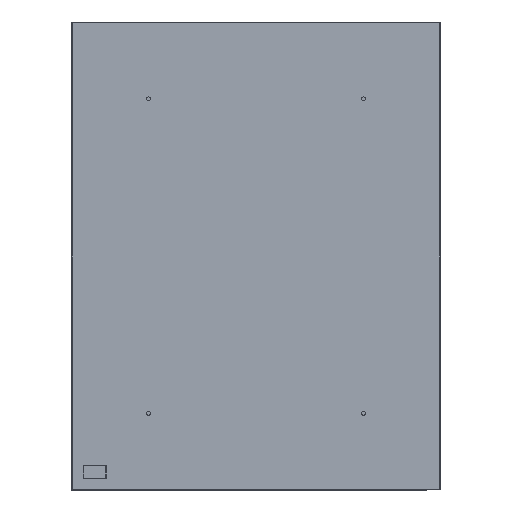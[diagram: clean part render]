
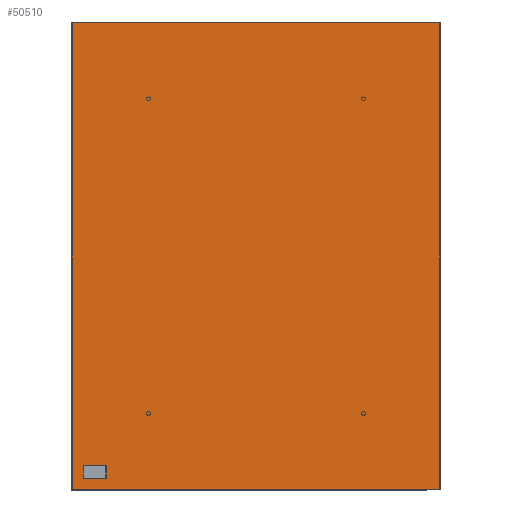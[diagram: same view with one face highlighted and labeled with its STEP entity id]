
A CAD part, left-side view. The second image highlights one B-rep face of the part: STEP entity #50510.
In plain terms, the highlighted planar face has unit normal (-1, 0, 0).
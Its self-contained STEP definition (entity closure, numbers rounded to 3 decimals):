
#50149=CARTESIAN_POINT('',(1776.538,7702.742,1.131));
#50150=VERTEX_POINT('',#50149);
#50151=CARTESIAN_POINT('',(1776.538,7702.742,608.369));
#50152=VERTEX_POINT('',#50151);
#50153=CARTESIAN_POINT('',(1776.538,7702.742,1.131));
#50154=DIRECTION('',(0.0,0.0,1.0));
#50155=VECTOR('',#50154,607.237);
#50156=LINE('',#50153,#50155);
#50157=EDGE_CURVE('',#50150,#50152,#50156,.T.);
#50189=CARTESIAN_POINT('',(1776.538,7702.41,608.7));
#50190=VERTEX_POINT('',#50189);
#50191=CARTESIAN_POINT('',(1776.538,7702.742,608.369));
#50192=DIRECTION('',(0.0,-0.707,0.707));
#50193=VECTOR('',#50192,0.469);
#50194=LINE('',#50191,#50193);
#50195=EDGE_CURVE('',#50152,#50190,#50194,.T.);
#50220=CARTESIAN_POINT('',(1776.538,7224.673,608.7));
#50221=VERTEX_POINT('',#50220);
#50222=CARTESIAN_POINT('',(1776.538,7702.41,608.7));
#50223=DIRECTION('',(0.0,-1.0,0.0));
#50224=VECTOR('',#50223,477.737);
#50225=LINE('',#50222,#50224);
#50226=EDGE_CURVE('',#50190,#50221,#50225,.T.);
#50260=CARTESIAN_POINT('',(1776.538,7224.342,608.369));
#50261=VERTEX_POINT('',#50260);
#50262=CARTESIAN_POINT('',(1776.538,7224.673,608.7));
#50263=DIRECTION('',(0.0,-0.707,-0.707));
#50264=VECTOR('',#50263,0.469);
#50265=LINE('',#50262,#50264);
#50266=EDGE_CURVE('',#50221,#50261,#50265,.T.);
#50291=CARTESIAN_POINT('',(1776.538,7224.342,1.131));
#50292=VERTEX_POINT('',#50291);
#50293=CARTESIAN_POINT('',(1776.538,7224.342,608.369));
#50294=DIRECTION('',(0.0,0.0,-1.0));
#50295=VECTOR('',#50294,607.237);
#50296=LINE('',#50293,#50295);
#50297=EDGE_CURVE('',#50261,#50292,#50296,.T.);
#50322=CARTESIAN_POINT('',(1776.538,7224.673,0.8));
#50323=VERTEX_POINT('',#50322);
#50324=CARTESIAN_POINT('',(1776.538,7224.342,1.131));
#50325=DIRECTION('',(0.0,0.707,-0.707));
#50326=VECTOR('',#50325,0.469);
#50327=LINE('',#50324,#50326);
#50328=EDGE_CURVE('',#50292,#50323,#50327,.T.);
#50353=CARTESIAN_POINT('',(1776.538,7702.41,0.8));
#50354=VERTEX_POINT('',#50353);
#50355=CARTESIAN_POINT('',(1776.538,7224.673,0.8));
#50356=DIRECTION('',(0.0,1.0,0.0));
#50357=VECTOR('',#50356,477.737);
#50358=LINE('',#50355,#50357);
#50359=EDGE_CURVE('',#50323,#50354,#50358,.T.);
#50382=CARTESIAN_POINT('',(1776.538,7702.41,0.8));
#50383=DIRECTION('',(0.0,0.707,0.707));
#50384=VECTOR('',#50383,0.469);
#50385=LINE('',#50382,#50384);
#50386=EDGE_CURVE('',#50354,#50150,#50385,.T.);
#50495=CARTESIAN_POINT('',(1776.538,7463.542,0.799));
#50496=DIRECTION('',(-1.0,0.0,0.0));
#50497=DIRECTION('',(0.0,0.0,1.0));
#50498=AXIS2_PLACEMENT_3D('',#50495,#50496,#50497);
#50499=PLANE('',#50498);
#50500=ORIENTED_EDGE('',*,*,#50157,.F.);
#50501=ORIENTED_EDGE('',*,*,#50386,.F.);
#50502=ORIENTED_EDGE('',*,*,#50359,.F.);
#50503=ORIENTED_EDGE('',*,*,#50328,.F.);
#50504=ORIENTED_EDGE('',*,*,#50297,.F.);
#50505=ORIENTED_EDGE('',*,*,#50266,.F.);
#50506=ORIENTED_EDGE('',*,*,#50226,.F.);
#50507=ORIENTED_EDGE('',*,*,#50195,.F.);
#50508=EDGE_LOOP('',(#50500,#50501,#50502,#50503,#50504,#50505,#50506,#50507));
#50509=FACE_OUTER_BOUND('',#50508,.T.);
#50510=ADVANCED_FACE('',(#50509),#50499,.T.);
